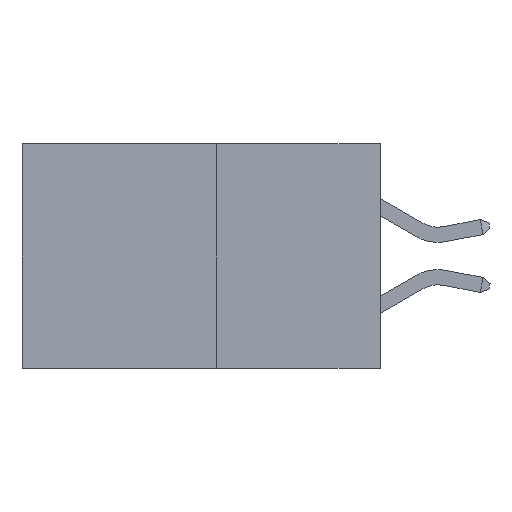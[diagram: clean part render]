
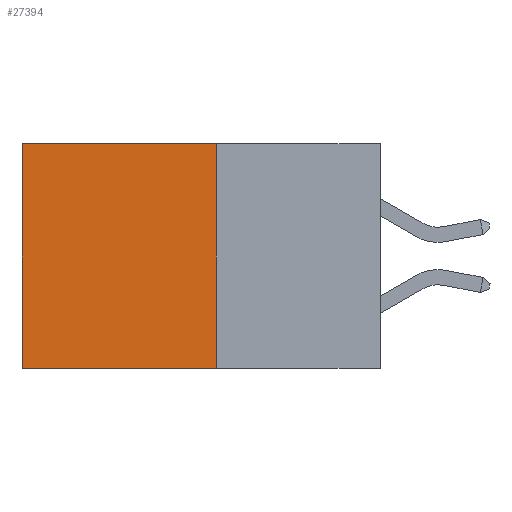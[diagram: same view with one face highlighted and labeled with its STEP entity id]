
A CAD part, left-side view. The second image highlights one B-rep face of the part: STEP entity #27394.
In plain terms, the highlighted planar face has unit normal (-1, 0, 0).
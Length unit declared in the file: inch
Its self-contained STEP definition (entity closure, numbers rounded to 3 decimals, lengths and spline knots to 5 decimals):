
#97 = VECTOR ( 'NONE', #19269, 39.37008 ) ;
#967 = VERTEX_POINT ( 'NONE', #3245 ) ;
#1373 = CARTESIAN_POINT ( 'NONE',  ( 0.277, 0.27, -0.37 ) ) ;
#1673 = DIRECTION ( 'NONE',  ( 0., 1., 0. ) ) ;
#1914 = FACE_OUTER_BOUND ( 'NONE', #11860, .T. ) ;
#1962 = ORIENTED_EDGE ( 'NONE', *, *, #11180, .T. ) ;
#2078 = VERTEX_POINT ( 'NONE', #26427 ) ;
#2656 = EDGE_CURVE ( 'NONE', #10134, #967, #7238, .T. ) ;
#3245 = CARTESIAN_POINT ( 'NONE',  ( 0.277, 0.59, -0.37 ) ) ;
#3361 = PLANE ( 'NONE',  #3826 ) ;
#3826 = AXIS2_PLACEMENT_3D ( 'NONE', #12282, #27842, #14545 ) ;
#7192 = ORIENTED_EDGE ( 'NONE', *, *, #2656, .F. ) ;
#7238 = LINE ( 'NONE', #1373, #28824 ) ;
#8293 = CARTESIAN_POINT ( 'NONE',  ( 0.277, 0.59, -0.37 ) ) ;
#10134 = VERTEX_POINT ( 'NONE', #13792 ) ;
#10343 = EDGE_CURVE ( 'NONE', #20481, #10134, #27681, .T. ) ;
#10495 = DIRECTION ( 'NONE',  ( 0., 0., -1. ) ) ;
#11180 = EDGE_CURVE ( 'NONE', #20481, #2078, #12658, .T. ) ;
#11860 = EDGE_LOOP ( 'NONE', ( #19825, #7192, #19008, #1962 ) ) ;
#12282 = CARTESIAN_POINT ( 'NONE',  ( 0.277, 0.27, -0.37 ) ) ;
#12658 = LINE ( 'NONE', #14828, #97 ) ;
#13792 = CARTESIAN_POINT ( 'NONE',  ( 0.277, 0.27, -0.37 ) ) ;
#14472 = DIRECTION ( 'NONE',  ( 0., 0., -1. ) ) ;
#14545 = DIRECTION ( 'NONE',  ( 0., 0., -1. ) ) ;
#14828 = CARTESIAN_POINT ( 'NONE',  ( 0.277, 0.27, 0. ) ) ;
#18469 = VECTOR ( 'NONE', #10495, 39.37008 ) ;
#18819 = CARTESIAN_POINT ( 'NONE',  ( 0.277, 0.27, -0.37 ) ) ;
#19008 = ORIENTED_EDGE ( 'NONE', *, *, #10343, .F. ) ;
#19172 = LINE ( 'NONE', #8293, #18469 ) ;
#19269 = DIRECTION ( 'NONE',  ( 0., 1., 0. ) ) ;
#19825 = ORIENTED_EDGE ( 'NONE', *, *, #20894, .T. ) ;
#20233 = CARTESIAN_POINT ( 'NONE',  ( 0.277, 0.27, 0. ) ) ;
#20481 = VERTEX_POINT ( 'NONE', #20233 ) ;
#20894 = EDGE_CURVE ( 'NONE', #2078, #967, #19172, .T. ) ;
#26427 = CARTESIAN_POINT ( 'NONE',  ( 0.277, 0.59, 0. ) ) ;
#26984 = VECTOR ( 'NONE', #14472, 39.37008 ) ;
#27394 = ADVANCED_FACE ( 'NONE', ( #1914 ), #3361, .F. ) ;
#27681 = LINE ( 'NONE', #18819, #26984 ) ;
#27842 = DIRECTION ( 'NONE',  ( 1., 0., 0. ) ) ;
#28824 = VECTOR ( 'NONE', #1673, 39.37008 ) ;
